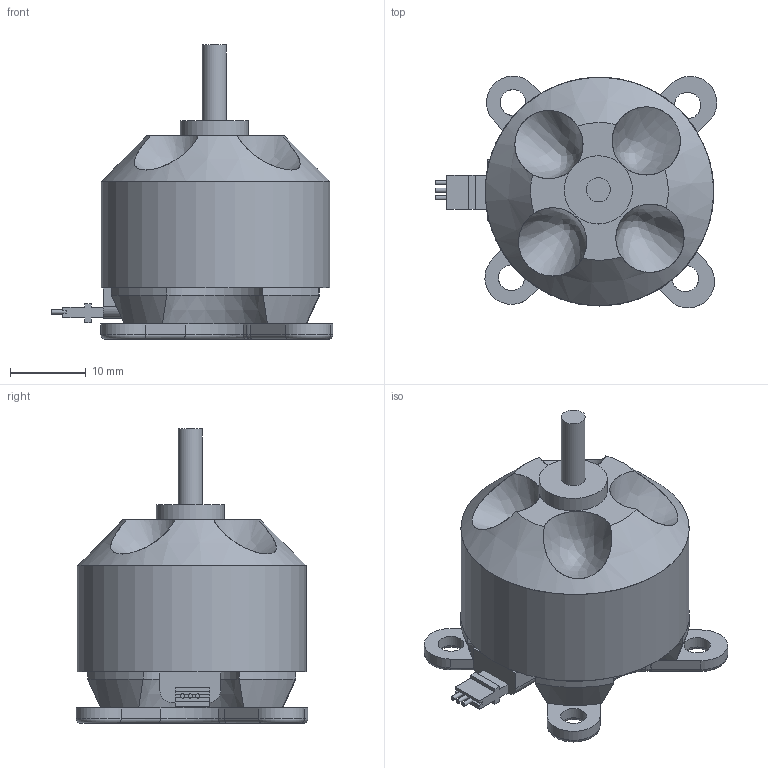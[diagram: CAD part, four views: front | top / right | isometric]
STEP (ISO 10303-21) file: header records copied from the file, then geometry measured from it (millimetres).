
FILE_DESCRIPTION(/* description */ (''),/* implementation_level */ '2;1');
FILE_NAME(/* name */ 'motor v7.step',/* time_stamp */ '2024-03-02T03:01:17+05:30',/* author */ (''),/* organization */ (''),/* preprocessor_version */ 'ST-DEVELOPER v20',/* originating_system */ 'Autodesk Translation Framework v12.20.1.177',/* authorisation */ '');
FILE_SCHEMA (('AUTOMOTIVE_DESIGN { 1 0 10303 214 3 1 1 }'));
Length unit declared in the file: millimetre
Products named in the file (18): motor; Component1; Component2; Component3; Component4; Component5; Component6; Component7; Component8; Component9; Component10; Component11; Component12; Component13; Component14; Component15; Component16; Component17
Assembly tree (17 placements, depth 2):
  motor
    Component1
    Component2
    Component3
    Component4
    Component5
    Component6
    Component7
    Component8
    Component9
    Component10
    Component11
    Component12
    Component13
    Component14
    Component15
    Component16
    Component17
Bounding box: 37.11 x 30.56 x 38.8 mm (x, y, z)
Volume: 5986.2 mm3; surface area: 8500.7 mm2
Topology: 13 solids, 17 shells, 158 faces, 377 edges, 243 vertices
Faces by surface type: plane 62, cylinder 61, torus 18, cone 11, bspline 6
Full cylindrical faces by diameter (mm): 0.56 x3, 3.175 x1, 3.269 x2, 3.404 x2, 3.466 x2, 3.675 x1, 4 x4, 5.602 x1, 8.071 x1, 8.097 x1, 9 x5, 28.169 x1, 30.169 x1
Entity records: 13688 total; most frequent: CARTESIAN_POINT 9310, DIRECTION 876, ORIENTED_EDGE 742, EDGE_CURVE 375, AXIS2_PLACEMENT_3D 353, VERTEX_POINT 243, EDGE_LOOP 196, LINE 170
